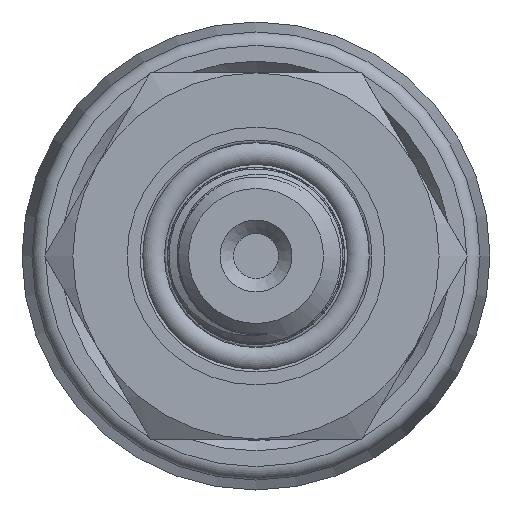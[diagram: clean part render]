
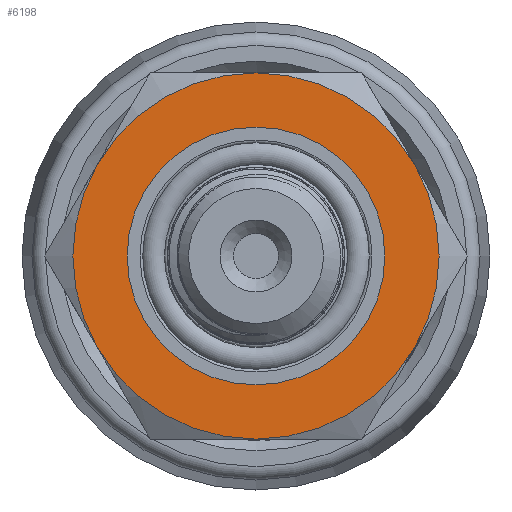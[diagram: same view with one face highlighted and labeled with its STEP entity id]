
A CAD part, left-side view. The second image highlights one B-rep face of the part: STEP entity #6198.
In plain terms, the highlighted conical face has half-angle 89.979 degrees and reference radius 11 mm.
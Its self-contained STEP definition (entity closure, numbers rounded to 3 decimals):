
#292=CONICAL_SURFACE('',#6687,11.,1.57);
#788=LINE('',#23601,#1154);
#1154=VECTOR('',#7282,11.);
#1652=FACE_OUTER_BOUND('',#2027,.T.);
#2027=EDGE_LOOP('',(#4762,#4763,#4764,#4765));
#2377=CIRCLE('',#6623,9.5);
#2419=CIRCLE('',#6686,13.5);
#2806=VERTEX_POINT('',#17178);
#2864=VERTEX_POINT('',#23597);
#3502=EDGE_CURVE('',#2806,#2806,#2377,.T.);
#3594=EDGE_CURVE('',#2864,#2864,#2419,.T.);
#3595=EDGE_CURVE('',#2864,#2806,#788,.T.);
#4762=ORIENTED_EDGE('',*,*,#3594,.F.);
#4763=ORIENTED_EDGE('',*,*,#3595,.T.);
#4764=ORIENTED_EDGE('',*,*,#3502,.T.);
#4765=ORIENTED_EDGE('',*,*,#3595,.F.);
#6198=ADVANCED_FACE('',(#1652),#292,.T.);
#6623=AXIS2_PLACEMENT_3D('',#17179,#7139,#7140);
#6686=AXIS2_PLACEMENT_3D('',#23599,#7278,#7279);
#6687=AXIS2_PLACEMENT_3D('',#23600,#7280,#7281);
#7139=DIRECTION('center_axis',(1.,0.,0.));
#7140=DIRECTION('ref_axis',(0.,-1.,0.));
#7278=DIRECTION('center_axis',(1.,0.,0.));
#7279=DIRECTION('ref_axis',(0.,0.,-1.));
#7280=DIRECTION('center_axis',(1.,0.,0.));
#7281=DIRECTION('ref_axis',(0.,0.,
-1.));
#7282=DIRECTION('',(0.,0.,-1.));
#17178=CARTESIAN_POINT('',(13.999,0.,9.5));
#17179=CARTESIAN_POINT('Origin',(13.999,0.,
0.));
#23597=CARTESIAN_POINT('',(14.,0.,13.5));
#23599=CARTESIAN_POINT('Origin',(14.,0.,
0.));
#23600=CARTESIAN_POINT('Origin',(13.999,0.,
0.));
#23601=CARTESIAN_POINT('',(13.999,0.,11.));
